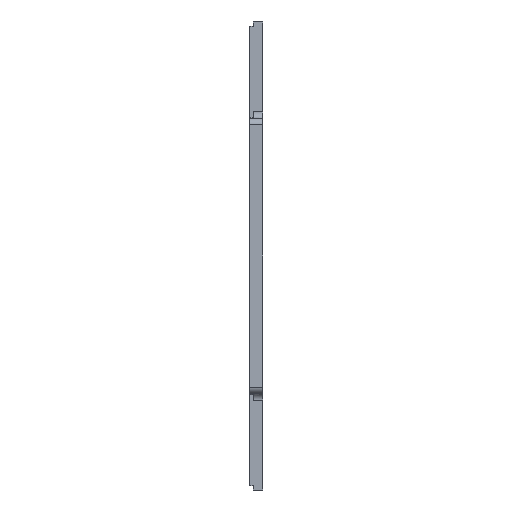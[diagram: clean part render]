
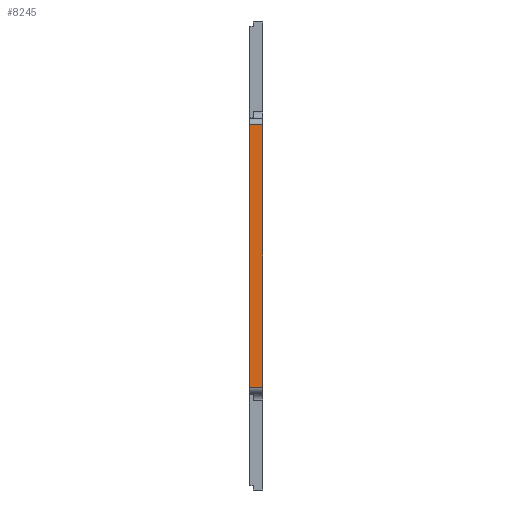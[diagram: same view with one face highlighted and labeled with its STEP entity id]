
A CAD part, left-side view. The second image highlights one B-rep face of the part: STEP entity #8245.
In plain terms, the highlighted planar face has unit normal (-1, 0, 0).
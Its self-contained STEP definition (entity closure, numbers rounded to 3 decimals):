
#193 = DIRECTION ( 'NONE',  ( 0., 0., 1. ) ) ;
#384 = CARTESIAN_POINT ( 'NONE',  ( -1432.803, 204.607, 226.671 ) ) ;
#966 = CARTESIAN_POINT ( 'NONE',  ( -1432.803, -18.243, 226.671 ) ) ;
#1269 = CARTESIAN_POINT ( 'NONE',  ( -1432.803, -8.243, 231.671 ) ) ;
#1432 = VECTOR ( 'NONE', #5855, 1000. ) ;
#1879 = EDGE_LOOP ( 'NONE', ( #7888, #9645, #19036, #6639 ) ) ;
#2396 = CARTESIAN_POINT ( 'NONE',  ( -1432.803, 204.607, 432.671 ) ) ;
#3707 = EDGE_CURVE ( 'NONE', #14683, #5762, #17184, .T. ) ;
#5762 = VERTEX_POINT ( 'NONE', #1269 ) ;
#5855 = DIRECTION ( 'NONE',  ( 0., 0., -1. ) ) ;
#6621 = EDGE_CURVE ( 'NONE', #5762, #17302, #17646, .T. ) ;
#6639 = ORIENTED_EDGE ( 'NONE', *, *, #6621, .T. ) ;
#6823 = LINE ( 'NONE', #2396, #17262 ) ;
#7690 = CARTESIAN_POINT ( 'NONE',  ( -1432.803, -8.243, 432.671 ) ) ;
#7888 = ORIENTED_EDGE ( 'NONE', *, *, #11755, .F. ) ;
#8000 = DIRECTION ( 'NONE',  ( 0., 0., -1. ) ) ;
#8245 = ADVANCED_FACE ( 'NONE', ( #9164 ), #13611, .T. ) ;
#9164 = FACE_OUTER_BOUND ( 'NONE', #1879, .T. ) ;
#9645 = ORIENTED_EDGE ( 'NONE', *, *, #13662, .T. ) ;
#10227 = CARTESIAN_POINT ( 'NONE',  ( -1432.803, 204.607, 231.671 ) ) ;
#10248 = CARTESIAN_POINT ( 'NONE',  ( -1432.803, -18.243, 231.671 ) ) ;
#10628 = AXIS2_PLACEMENT_3D ( 'NONE', #384, #13802, #193 ) ;
#10824 = DIRECTION ( 'NONE',  ( 0., 1., 0. ) ) ;
#11755 = EDGE_CURVE ( 'NONE', #14188, #17302, #13727, .T. ) ;
#11769 = DIRECTION ( 'NONE',  ( 0., -1., 0. ) ) ;
#13293 = VECTOR ( 'NONE', #11769, 1000. ) ;
#13611 = PLANE ( 'NONE',  #10628 ) ;
#13662 = EDGE_CURVE ( 'NONE', #14188, #14683, #6823, .T. ) ;
#13727 = LINE ( 'NONE', #966, #13813 ) ;
#13802 = DIRECTION ( 'NONE',  ( -1., 0., 0. ) ) ;
#13813 = VECTOR ( 'NONE', #8000, 1000. ) ;
#14188 = VERTEX_POINT ( 'NONE', #16511 ) ;
#14683 = VERTEX_POINT ( 'NONE', #7690 ) ;
#16511 = CARTESIAN_POINT ( 'NONE',  ( -1432.803, -18.243, 432.671 ) ) ;
#17184 = LINE ( 'NONE', #19065, #1432 ) ;
#17262 = VECTOR ( 'NONE', #10824, 1000. ) ;
#17302 = VERTEX_POINT ( 'NONE', #10248 ) ;
#17646 = LINE ( 'NONE', #10227, #13293 ) ;
#19036 = ORIENTED_EDGE ( 'NONE', *, *, #3707, .T. ) ;
#19065 = CARTESIAN_POINT ( 'NONE',  ( -1432.803, -8.243, 226.671 ) ) ;
